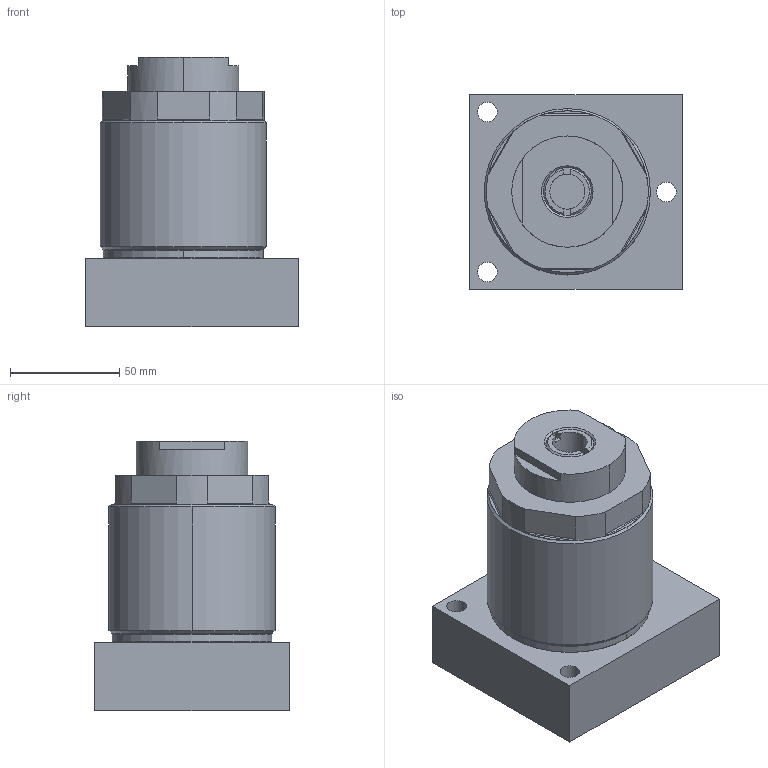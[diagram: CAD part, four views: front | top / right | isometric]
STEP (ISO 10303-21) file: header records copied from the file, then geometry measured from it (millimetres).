
FILE_DESCRIPTION((''),'2;1');
FILE_NAME('ILCM41006005','2019-12-06T',('jweaver'),(''),'PRO/ENGINEER BY PARAMETRIC TECHNOLOGY CORPORATION, 2013320','PRO/ENGINEER BY PARAMETRIC TECHNOLOGY CORPORATION, 2013320','');
FILE_SCHEMA(('AUTOMOTIVE_DESIGN { 1 0 10303 214 1 1 1 1 }'));
Length unit declared in the file: millimetre
Products named in the file (1): ILCM41006005
Bounding box: 96.85 x 88.9 x 123.33 mm (x, y, z)
Volume: 628282.9 mm3; surface area: 53717.2 mm2
Topology: 1 solids, 1 shells, 85 faces, 212 edges, 136 vertices
Faces by surface type: plane 37, cylinder 32, cone 12, torus 4
Entity records: 2859 total; most frequent: CARTESIAN_POINT 604, DIRECTION 462, ORIENTED_EDGE 424, EDGE_CURVE 212, AXIS2_PLACEMENT_3D 181, VERTEX_POINT 136, COLOUR_RGB 107, VECTOR 100
